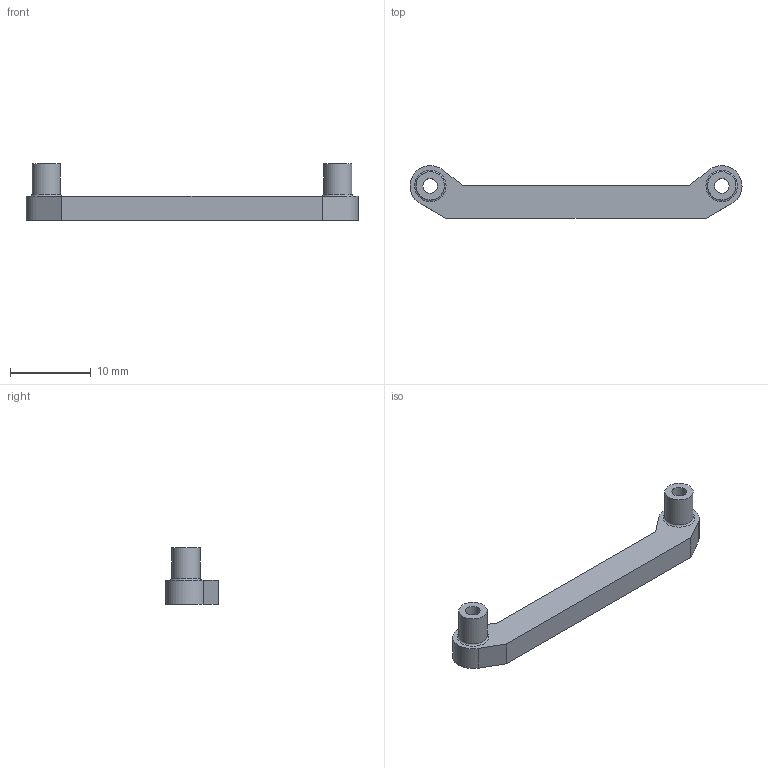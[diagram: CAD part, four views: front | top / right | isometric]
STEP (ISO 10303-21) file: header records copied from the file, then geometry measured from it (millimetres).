
FILE_DESCRIPTION(('STEP AP214'),'1');
FILE_NAME('toto.stp','2020-04-30T16:38:52',(' '),(' '),'Spatial InterOp 3D',' ',' ');
FILE_SCHEMA(('AUTOMOTIVE_DESIGN { 1 0 10303 214 1 1 1 1 }'));
Length unit declared in the file: millimetre
Products named in the file (1): toto
Bounding box: 41 x 6.5 x 7 mm (x, y, z)
Volume: 563.7 mm3; surface area: 773.7 mm2
Topology: 1 solids, 1 shells, 18 faces, 40 edges, 26 vertices
Faces by surface type: plane 10, cylinder 6, torus 2
Full cylindrical faces by diameter (mm): 1.8 x2, 3.5 x2
Entity records: 658 total; most frequent: DIRECTION 86, CARTESIAN_POINT 79, ORIENTED_EDGE 68, EDGE_CURVE 34, AXIS2_PLACEMENT_3D 33, EDGE_LOOP 30, VERTEX_POINT 26, FACE_OUTER_BOUND 24
